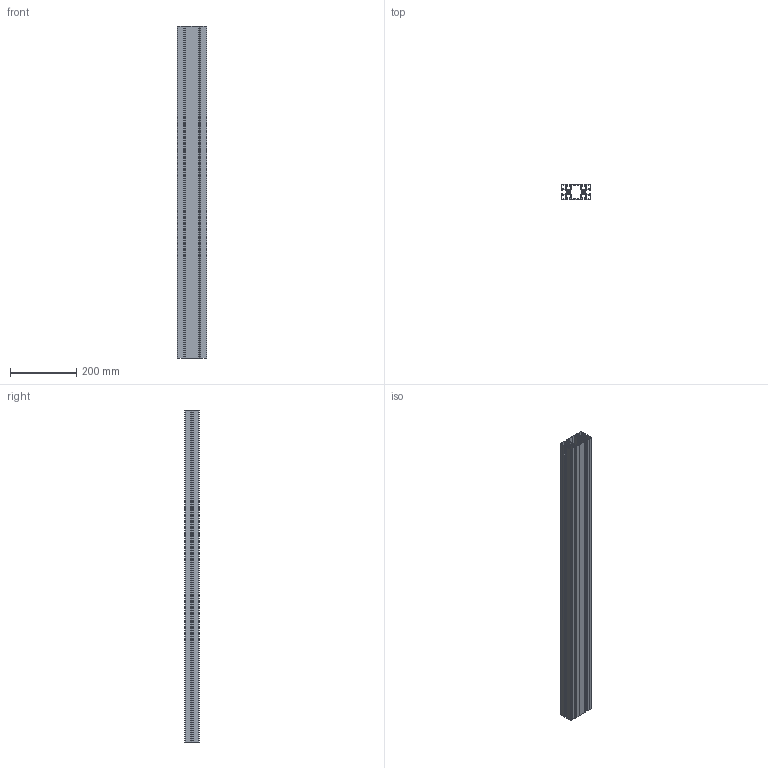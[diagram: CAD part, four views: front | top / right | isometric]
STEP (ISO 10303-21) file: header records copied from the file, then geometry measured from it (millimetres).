
FILE_DESCRIPTION(/* description */ ('Translator using VaultInventorServer'),/* implementation_level */ '2;1');
FILE_NAME(/* name */ 'BPRDD0001288_A.stp',/* time_stamp */ '2024-01-31T15:27:18+01:00',/* author */ ('Silvia Rubbiani'),/* organization */ (''),/* preprocessor_version */ 'ST-DEVELOPER v18.1',/* originating_system */ 'Autodesk Inventor 2022',/* authorisation */ '');
FILE_SCHEMA (('AUTOMOTIVE_DESIGN { 1 0 10303 214 3 1 1 }'));
Length unit declared in the file: millimetre
Products named in the file (1): BPRDD0001288
Bounding box: 90 x 45 x 1000 mm (x, y, z)
Volume: 851515.2 mm3; surface area: 951887.8 mm2
Topology: 1 solids, 1 shells, 258 faces, 768 edges, 512 vertices
Faces by surface type: plane 166, cylinder 92
Full cylindrical faces by diameter (mm): 7.3 x2
Entity records: 8727 total; most frequent: CARTESIAN_POINT 1539, ORIENTED_EDGE 1536, DIRECTION 1470, EDGE_CURVE 768, LINE 584, VECTOR 584, VERTEX_POINT 512, AXIS2_PLACEMENT_3D 443
